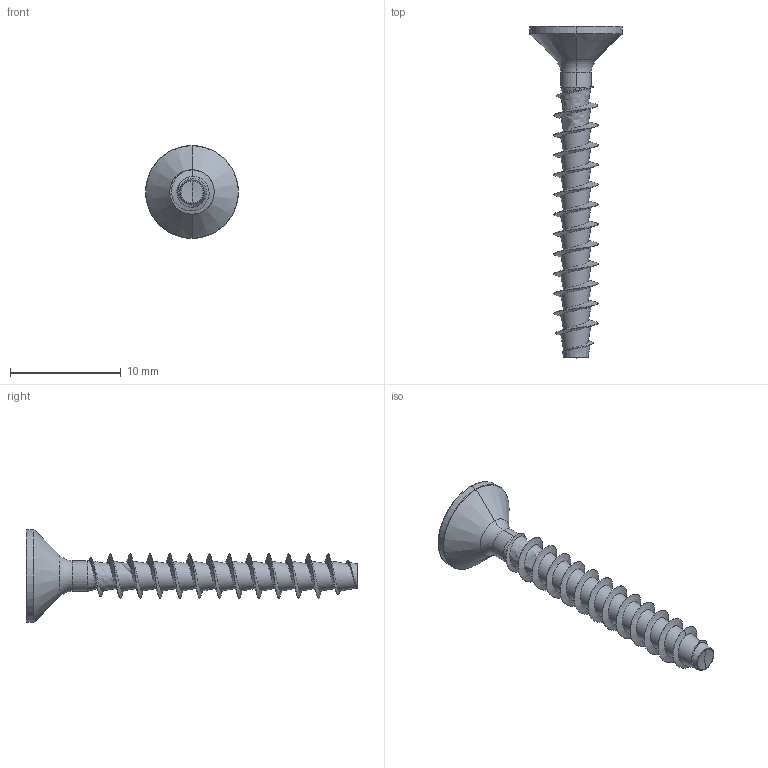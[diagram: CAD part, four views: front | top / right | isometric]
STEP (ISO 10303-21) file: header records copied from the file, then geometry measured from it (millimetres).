
FILE_DESCRIPTION (( 'STEP AP203' ), '1' );
FILE_NAME ('STP23A0400300.STEP', '2017-11-16T21:14:27', ( '' ), ( '' ), 'SwSTEP 2.0', 'SolidWorks 2015', '' );
FILE_SCHEMA (( 'CONFIG_CONTROL_DESIGN' ));
Length unit declared in the file: millimetre
Products named in the file (1): STP23A0400300
Bounding box: 8.4 x 30 x 8.4 mm (x, y, z)
Volume: 252.9 mm3; surface area: 541.6 mm2
Topology: 1 solids, 1 shells, 172 faces, 395 edges, 225 vertices
Faces by surface type: bspline 60, cylinder 46, plane 30, sphere 18, cone 12, torus 6
Entity records: 18746 total; most frequent: CARTESIAN_POINT 15341, ORIENTED_EDGE 786, DIRECTION 602, EDGE_CURVE 393, AXIS2_PLACEMENT_3D 244, VERTEX_POINT 225, EDGE_LOOP 174, FACE_OUTER_BOUND 172
